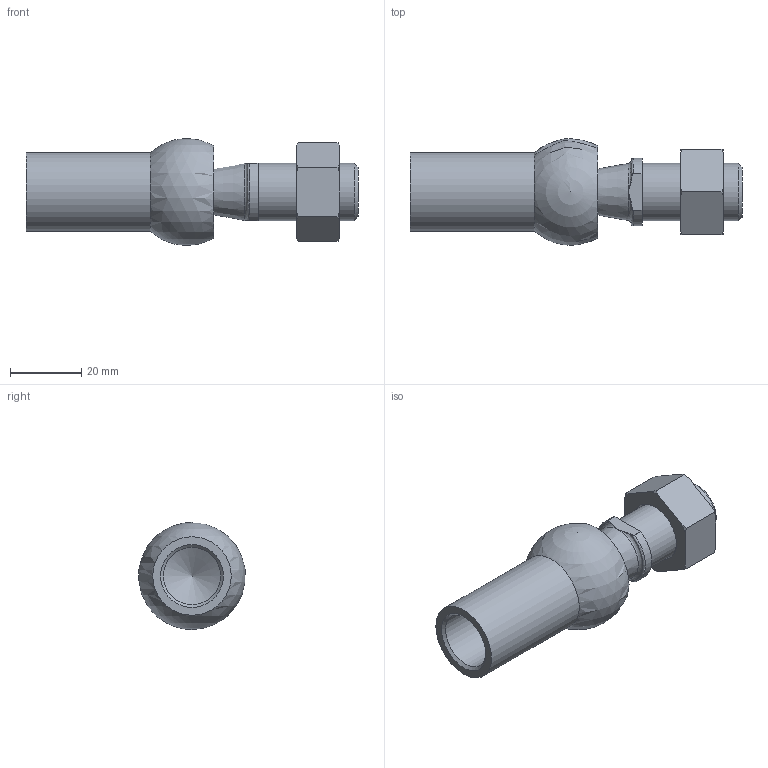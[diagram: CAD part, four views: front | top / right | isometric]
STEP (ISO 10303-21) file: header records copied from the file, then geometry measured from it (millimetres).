
FILE_DESCRIPTION (( 'STEP AP214' ), '1' );
FILE_NAME ('75.02.02.0006.step', '2021-04-02T18:00:07', ( '' ), ( '' ), 'SwSTEP 2.0', 'SolidWorks 2021', '' );
FILE_SCHEMA (( 'AUTOMOTIVE_DESIGN' ));
Length unit declared in the file: millimetre
Products named in the file (1): 75.02.02.0006
Bounding box: 93 x 29.78 x 30 mm (x, y, z)
Volume: 30440.9 mm3; surface area: 12548.2 mm2
Topology: 4 solids, 4 shells, 70 faces, 164 edges, 104 vertices
Faces by surface type: plane 19, cone 19, cylinder 13, bspline 10, torus 6, sphere 3
Full cylindrical faces by diameter (mm): 16 x3, 19.83 x2, 20.83 x1, 22 x1
Entity records: 2235 total; most frequent: CARTESIAN_POINT 785, DIRECTION 274, ORIENTED_EDGE 270, EDGE_CURVE 135, AXIS2_PLACEMENT_3D 122, VERTEX_POINT 93, EDGE_LOOP 92, FACE_OUTER_BOUND 79
